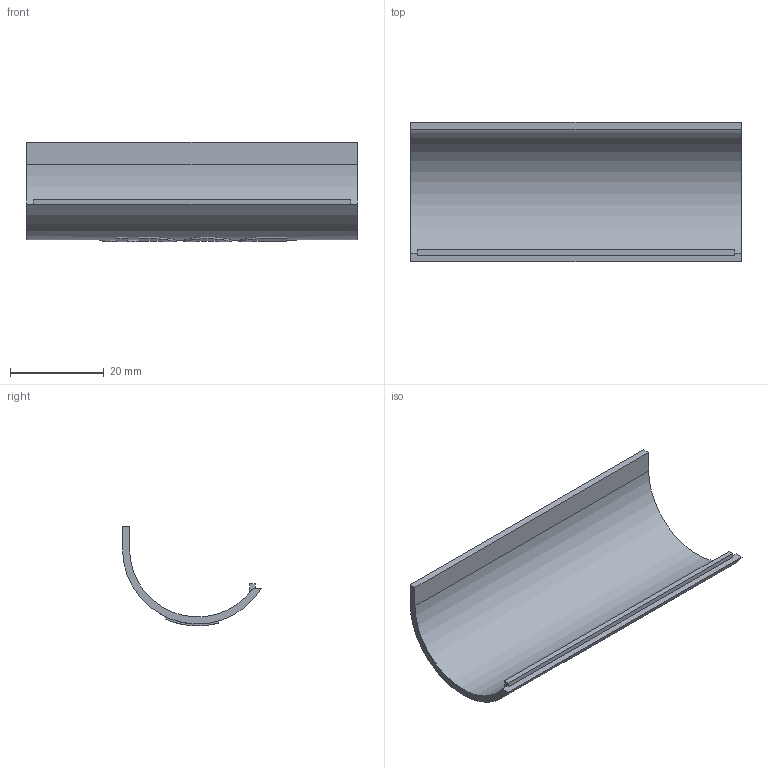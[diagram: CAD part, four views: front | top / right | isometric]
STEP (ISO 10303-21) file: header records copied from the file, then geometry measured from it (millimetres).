
FILE_DESCRIPTION (( 'STEP AP203' ), '1' );
FILE_NAME ('bumper_back.STEP', '2025-10-10T20:26:24', ( '' ), ( '' ), 'SwSTEP 2.0', 'SolidWorks 2014', '' );
FILE_SCHEMA (( 'CONFIG_CONTROL_DESIGN' ));
Length unit declared in the file: millimetre
Products named in the file (1): bumper_back
Bounding box: 70.4 x 29.61 x 21.25 mm (x, y, z)
Volume: 4810.2 mm3; surface area: 6784.1 mm2
Topology: 1 solids, 1 shells, 70 faces, 189 edges, 126 vertices
Faces by surface type: plane 45, cylinder 25
Entity records: 2758 total; most frequent: CARTESIAN_POINT 946, ORIENTED_EDGE 378, DIRECTION 335, EDGE_CURVE 189, VERTEX_POINT 126, VECTOR 113, LINE 113, AXIS2_PLACEMENT_3D 111
